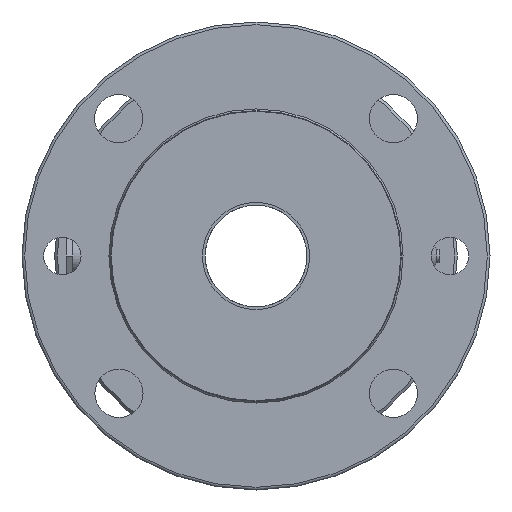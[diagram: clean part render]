
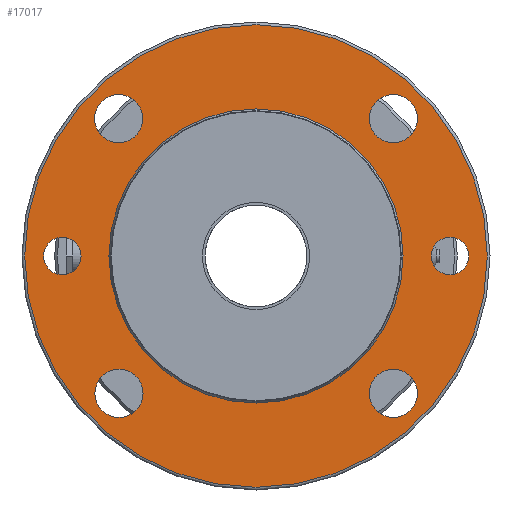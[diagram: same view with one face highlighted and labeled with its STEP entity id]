
A CAD part, left-side view. The second image highlights one B-rep face of the part: STEP entity #17017.
In plain terms, the highlighted planar face has unit normal (-1, 0, 0).
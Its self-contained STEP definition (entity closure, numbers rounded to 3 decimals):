
#384=PLANE('',#17995);
#839=CIRCLE('',#17994,86.36);
#840=CIRCLE('',#17996,7.);
#841=CIRCLE('',#17997,7.);
#842=CIRCLE('',#17998,9.);
#843=CIRCLE('',#17999,9.);
#844=CIRCLE('',#18000,9.);
#845=CIRCLE('',#18001,9.);
#846=CIRCLE('',#18002,54.915);
#3033=ORIENTED_EDGE('',*,*,#6016,.T.);
#3034=ORIENTED_EDGE('',*,*,#6017,.T.);
#3035=ORIENTED_EDGE('',*,*,#6018,.F.);
#3036=ORIENTED_EDGE('',*,*,#6019,.F.);
#3037=ORIENTED_EDGE('',*,*,#6020,.F.);
#3038=ORIENTED_EDGE('',*,*,#6021,.F.);
#3039=ORIENTED_EDGE('',*,*,#6022,.F.);
#3040=ORIENTED_EDGE('',*,*,#6015,.T.);
#6015=EDGE_CURVE('',#7550,#7550,#839,.F.);
#6016=EDGE_CURVE('',#7551,#7551,#840,.T.);
#6017=EDGE_CURVE('',#7552,#7552,#841,.T.);
#6018=EDGE_CURVE('',#7553,#7553,#842,.T.);
#6019=EDGE_CURVE('',#7554,#7554,#843,.T.);
#6020=EDGE_CURVE('',#7555,#7555,#844,.T.);
#6021=EDGE_CURVE('',#7556,#7556,#845,.T.);
#6022=EDGE_CURVE('',#7557,#7557,#846,.F.);
#7550=VERTEX_POINT('',#25116);
#7551=VERTEX_POINT('',#25119);
#7552=VERTEX_POINT('',#25121);
#7553=VERTEX_POINT('',#25123);
#7554=VERTEX_POINT('',#25125);
#7555=VERTEX_POINT('',#25127);
#7556=VERTEX_POINT('',#25129);
#7557=VERTEX_POINT('',#25131);
#9192=EDGE_LOOP('',(#3033));
#9193=EDGE_LOOP('',(#3034));
#9194=EDGE_LOOP('',(#3035));
#9195=EDGE_LOOP('',(#3036));
#9196=EDGE_LOOP('',(#3037));
#9197=EDGE_LOOP('',(#3038));
#9198=EDGE_LOOP('',(#3039));
#9199=EDGE_LOOP('',(#3040));
#10340=FACE_BOUND('',#9192,.T.);
#10341=FACE_BOUND('',#9193,.T.);
#10342=FACE_BOUND('',#9194,.T.);
#10343=FACE_BOUND('',#9195,.T.);
#10344=FACE_BOUND('',#9196,.T.);
#10345=FACE_BOUND('',#9197,.T.);
#10346=FACE_BOUND('',#9198,.T.);
#10347=FACE_BOUND('',#9199,.T.);
#17017=ADVANCED_FACE('',(#10340,#10341,#10342,#10343,#10344,#10345,#10346,
#10347),#384,.F.);
#17994=AXIS2_PLACEMENT_3D('',#25115,#19888,#19889);
#17995=AXIS2_PLACEMENT_3D('',#25117,#19890,#19891);
#17996=AXIS2_PLACEMENT_3D('',#25118,#19892,#19893);
#17997=AXIS2_PLACEMENT_3D('',#25120,#19894,#19895);
#17998=AXIS2_PLACEMENT_3D('',#25122,#19896,#19897);
#17999=AXIS2_PLACEMENT_3D('',#25124,#19898,#19899);
#18000=AXIS2_PLACEMENT_3D('',#25126,#19900,#19901);
#18001=AXIS2_PLACEMENT_3D('',#25128,#19902,#19903);
#18002=AXIS2_PLACEMENT_3D('',#25130,#19904,#19905);
#19888=DIRECTION('',(1.,0.,0.));
#19889=DIRECTION('',(0.,-1.,0.));
#19890=DIRECTION('',(1.,0.,0.));
#19891=DIRECTION('',(0.,-1.,0.));
#19892=DIRECTION('',(1.,0.,0.));
#19893=DIRECTION('',(0.,1.,0.));
#19894=DIRECTION('',(1.,0.,0.));
#19895=DIRECTION('',(0.,1.,0.));
#19896=DIRECTION('',(-1.,0.,0.));
#19897=DIRECTION('',(0.,-1.,0.));
#19898=DIRECTION('',(-1.,0.,0.));
#19899=DIRECTION('',(0.,-1.,0.));
#19900=DIRECTION('',(-1.,0.,0.));
#19901=DIRECTION('',(0.,-1.,0.));
#19902=DIRECTION('',(-1.,0.,0.));
#19903=DIRECTION('',(0.,-1.,0.));
#19904=DIRECTION('',(1.,0.,0.));
#19905=DIRECTION('',(0.,1.,0.));
#25115=CARTESIAN_POINT('',(5.149,0.,0.));
#25116=CARTESIAN_POINT('',(5.149,-86.36,0.));
#25117=CARTESIAN_POINT('',(5.149,87.376,0.));
#25118=CARTESIAN_POINT('',(5.149,-72.418,0.));
#25119=CARTESIAN_POINT('',(5.149,-65.418,0.));
#25120=CARTESIAN_POINT('',(5.149,72.326,0.));
#25121=CARTESIAN_POINT('',(5.149,79.326,0.));
#25122=CARTESIAN_POINT('',(5.149,51.165,-51.268));
#25123=CARTESIAN_POINT('',(5.149,42.165,-51.268));
#25124=CARTESIAN_POINT('',(5.149,-51.268,-51.268));
#25125=CARTESIAN_POINT('',(5.149,-60.268,-51.268));
#25126=CARTESIAN_POINT('',(5.149,-51.268,51.268));
#25127=CARTESIAN_POINT('',(5.149,-60.268,51.268));
#25128=CARTESIAN_POINT('',(5.149,51.268,51.268));
#25129=CARTESIAN_POINT('',(5.149,42.268,51.268));
#25130=CARTESIAN_POINT('',(5.149,0.,0.));
#25131=CARTESIAN_POINT('',(5.149,54.915,0.));
